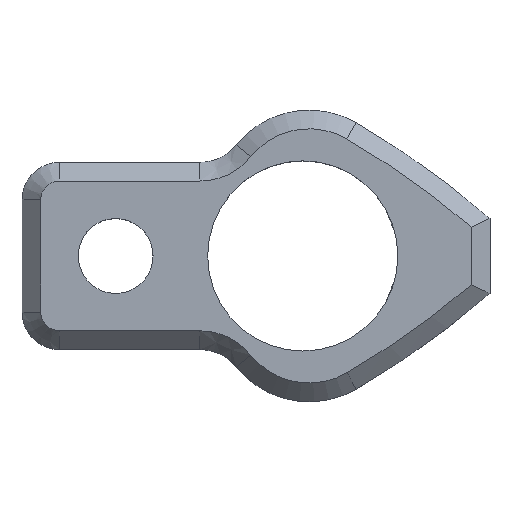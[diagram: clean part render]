
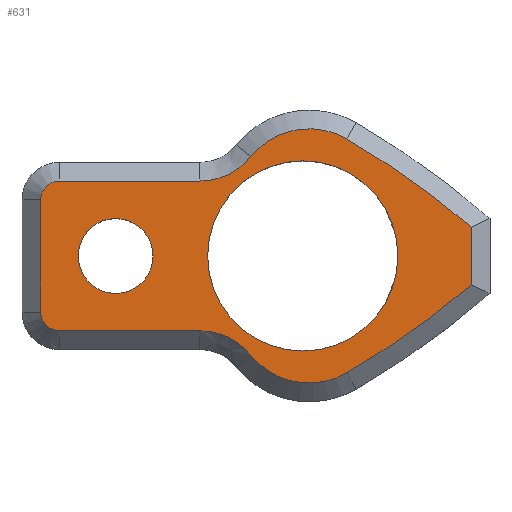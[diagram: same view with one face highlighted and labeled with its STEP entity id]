
A CAD part, top view. The second image highlights one B-rep face of the part: STEP entity #631.
In plain terms, the highlighted planar face has unit normal (0, 0, 1).
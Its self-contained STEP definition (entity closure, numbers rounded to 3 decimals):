
#45=FACE_BOUND('',#134,.T.);
#46=FACE_BOUND('',#135,.T.);
#60=CIRCLE('',#698,46.);
#61=CIRCLE('',#699,4.);
#62=CIRCLE('',#700,3.5);
#63=CIRCLE('',#701,1.);
#64=CIRCLE('',#702,1.);
#65=CIRCLE('',#703,3.5);
#66=CIRCLE('',#704,4.);
#67=CIRCLE('',#705,46.);
#68=CIRCLE('',#706,2.);
#69=CIRCLE('',#707,5.08);
#90=FACE_OUTER_BOUND('',#133,.T.);
#133=EDGE_LOOP('',(#453,#454,#455,#456,#457,#458,#459,#460,#461,#462,#463,
#464));
#134=EDGE_LOOP('',(#465));
#135=EDGE_LOOP('',(#466));
#180=LINE('',#1020,#231);
#182=LINE('',#1034,#233);
#183=LINE('',#1038,#234);
#184=LINE('',#1042,#235);
#231=VECTOR('',#798,10.);
#233=VECTOR('',#808,10.);
#234=VECTOR('',#811,10.);
#235=VECTOR('',#814,10.);
#298=VERTEX_POINT('',#1015);
#299=VERTEX_POINT('',#1019);
#301=VERTEX_POINT('',#1027);
#302=VERTEX_POINT('',#1029);
#303=VERTEX_POINT('',#1031);
#304=VERTEX_POINT('',#1033);
#305=VERTEX_POINT('',#1035);
#306=VERTEX_POINT('',#1037);
#307=VERTEX_POINT('',#1039);
#308=VERTEX_POINT('',#1041);
#309=VERTEX_POINT('',#1043);
#310=VERTEX_POINT('',#1045);
#311=VERTEX_POINT('',#1048);
#312=VERTEX_POINT('',#1050);
#354=EDGE_CURVE('',#298,#299,#180,.T.);
#357=EDGE_CURVE('',#301,#298,#60,.T.);
#358=EDGE_CURVE('',#302,#301,#61,.T.);
#359=EDGE_CURVE('',#303,#302,#62,.T.);
#360=EDGE_CURVE('',#304,#303,#182,.T.);
#361=EDGE_CURVE('',#305,#304,#63,.T.);
#362=EDGE_CURVE('',#306,#305,#183,.T.);
#363=EDGE_CURVE('',#307,#306,#64,.T.);
#364=EDGE_CURVE('',#308,#307,#184,.T.);
#365=EDGE_CURVE('',#309,#308,#65,.T.);
#366=EDGE_CURVE('',#310,#309,#66,.T.);
#367=EDGE_CURVE('',#299,#310,#67,.T.);
#368=EDGE_CURVE('',#311,#311,#68,.T.);
#369=EDGE_CURVE('',#312,#312,#69,.T.);
#453=ORIENTED_EDGE('',*,*,#354,.F.);
#454=ORIENTED_EDGE('',*,*,#357,.F.);
#455=ORIENTED_EDGE('',*,*,#358,.F.);
#456=ORIENTED_EDGE('',*,*,#359,.F.);
#457=ORIENTED_EDGE('',*,*,#360,.F.);
#458=ORIENTED_EDGE('',*,*,#361,.F.);
#459=ORIENTED_EDGE('',*,*,#362,.F.);
#460=ORIENTED_EDGE('',*,*,#363,.F.);
#461=ORIENTED_EDGE('',*,*,#364,.F.);
#462=ORIENTED_EDGE('',*,*,#365,.F.);
#463=ORIENTED_EDGE('',*,*,#366,.F.);
#464=ORIENTED_EDGE('',*,*,#367,.F.);
#465=ORIENTED_EDGE('',*,*,#368,.T.);
#466=ORIENTED_EDGE('',*,*,#369,.T.);
#616=PLANE('',#697);
#631=ADVANCED_FACE('',(#90,#45,#46),#616,.T.);
#697=AXIS2_PLACEMENT_3D('',#1026,#800,#801);
#698=AXIS2_PLACEMENT_3D('',#1028,#802,#803);
#699=AXIS2_PLACEMENT_3D('',#1030,#804,#805);
#700=AXIS2_PLACEMENT_3D('',#1032,#806,#807);
#701=AXIS2_PLACEMENT_3D('',#1036,#809,#810);
#702=AXIS2_PLACEMENT_3D('',#1040,#812,#813);
#703=AXIS2_PLACEMENT_3D('',#1044,#815,#816);
#704=AXIS2_PLACEMENT_3D('',#1046,#817,#818);
#705=AXIS2_PLACEMENT_3D('',#1047,#819,#820);
#706=AXIS2_PLACEMENT_3D('',#1049,#821,#822);
#707=AXIS2_PLACEMENT_3D('',#1051,#823,#824);
#798=DIRECTION('',(0.,-1.,0.));
#800=DIRECTION('center_axis',(0.,0.,1.));
#801=DIRECTION('ref_axis',(1.,0.,0.));
#802=DIRECTION('center_axis',(0.,0.,-1.));
#803=DIRECTION('ref_axis',(0.655,0.755,0.));
#804=DIRECTION('center_axis',(0.,0.,-1.));
#805=DIRECTION('ref_axis',(0.503,0.864,0.));
#806=DIRECTION('center_axis',(0.,0.,1.));
#807=DIRECTION('ref_axis',(0.707,-0.707,0.));
#808=DIRECTION('',(1.,0.,0.));
#809=DIRECTION('center_axis',(0.,0.,-1.));
#810=DIRECTION('ref_axis',(-0.707,0.707,0.));
#811=DIRECTION('',(0.,1.,0.));
#812=DIRECTION('center_axis',(0.,0.,-1.));
#813=DIRECTION('ref_axis',(-0.707,-0.707,0.));
#814=DIRECTION('',(-1.,0.,0.));
#815=DIRECTION('center_axis',(0.,0.,1.));
#816=DIRECTION('ref_axis',(0.707,0.707,0.));
#817=DIRECTION('center_axis',(0.,0.,-1.));
#818=DIRECTION('ref_axis',(0.503,-0.864,0.));
#819=DIRECTION('center_axis',(0.,0.,-1.));
#820=DIRECTION('ref_axis',(0.655,-0.755,0.));
#821=DIRECTION('center_axis',(0.,0.,-1.));
#822=DIRECTION('ref_axis',(1.,0.,0.));
#823=DIRECTION('center_axis',(0.,0.,-1.));
#824=DIRECTION('ref_axis',(1.,0.,0.));
#1015=CARTESIAN_POINT('',(9.,1.541,5.));
#1019=CARTESIAN_POINT('',(9.,-1.541,5.));
#1020=CARTESIAN_POINT('',(9.,-5.,5.));
#1026=CARTESIAN_POINT('Origin',(-2.5,0.,5.));
#1027=CARTESIAN_POINT('',(2.352,6.249,5.));
#1028=CARTESIAN_POINT('Origin',(-20.806,-33.497,5.));
#1029=CARTESIAN_POINT('',(-2.775,5.303,5.));
#1030=CARTESIAN_POINT('Origin',(0.339,2.793,5.));
#1031=CARTESIAN_POINT('',(-5.5,4.,5.));
#1032=CARTESIAN_POINT('Origin',(-5.5,7.5,5.));
#1033=CARTESIAN_POINT('',(-13.,4.,5.));
#1034=CARTESIAN_POINT('',(-8.75,4.,5.));
#1035=CARTESIAN_POINT('',(-14.,3.,5.));
#1036=CARTESIAN_POINT('Origin',(-13.,3.,5.));
#1037=CARTESIAN_POINT('',(-14.,-3.,5.));
#1038=CARTESIAN_POINT('',(-14.,5.,5.));
#1039=CARTESIAN_POINT('',(-13.,-4.,5.));
#1040=CARTESIAN_POINT('Origin',(-13.,-3.,5.));
#1041=CARTESIAN_POINT('',(-5.5,-4.,5.));
#1042=CARTESIAN_POINT('',(-8.75,-4.,5.));
#1043=CARTESIAN_POINT('',(-2.775,-5.303,5.));
#1044=CARTESIAN_POINT('Origin',(-5.5,-7.5,5.));
#1045=CARTESIAN_POINT('',(2.352,-6.249,5.));
#1046=CARTESIAN_POINT('Origin',(0.339,-2.793,5.));
#1047=CARTESIAN_POINT('Origin',(-20.806,33.497,5.));
#1048=CARTESIAN_POINT('',(-11.998,-0.003,5.));
#1049=CARTESIAN_POINT('Origin',(-9.998,-0.003,
5.));
#1050=CARTESIAN_POINT('',(-5.08,0.,5.));
#1051=CARTESIAN_POINT('Origin',(0.,0.,5.));
